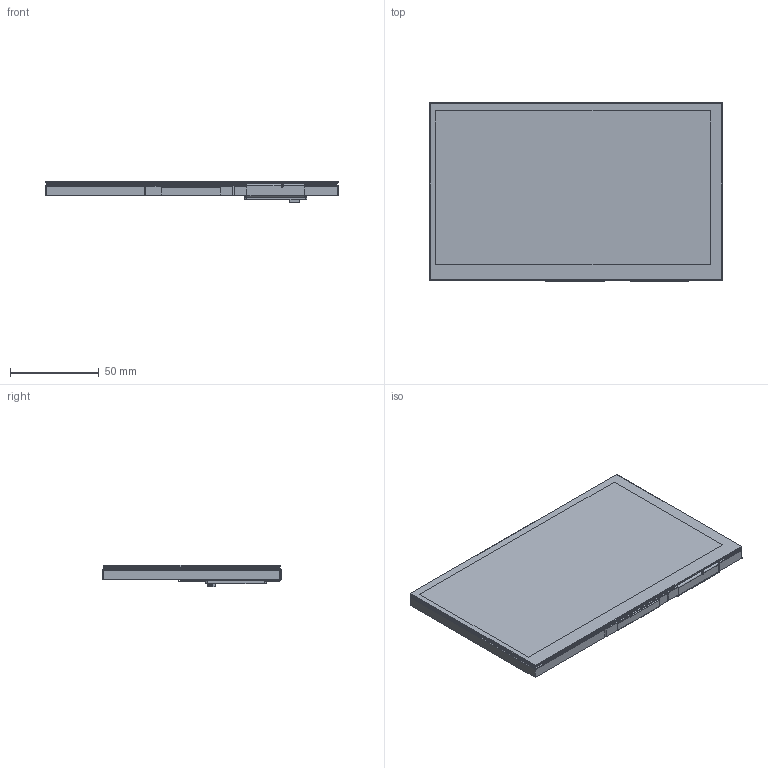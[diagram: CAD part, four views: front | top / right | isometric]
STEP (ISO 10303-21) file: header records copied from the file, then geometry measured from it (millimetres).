
FILE_DESCRIPTION(/* description */ (''),/* implementation_level */ '2;1');
FILE_NAME(/* name */ 'STANDARD 7''''RVT70HSTNWCA0_Rev.1.1.stp',/* time_stamp */ '2021-06-09T17:03:48+02:00',/* author */ ('Mateusz Natywa'),/* organization */ (''),/* preprocessor_version */ 'ST-DEVELOPER v17',/* originating_system */ 'Autodesk Inventor 2019',/* authorisation */ '');
FILE_SCHEMA (('CONFIG_CONTROL_DESIGN'));
Length unit declared in the file: millimetre
Products named in the file (10): RVT70HSTNWCA0_Rev.1.1; CTP; CG; SCA; SENSOR; FPC; Part23; TFT; DISP; FPC_1
Assembly tree (9 placements, depth 3):
  RVT70HSTNWCA0_Rev.1.1
    CTP
      CG
      SCA
      SENSOR
      FPC
      Part23
    TFT
      DISP
      FPC_1
Bounding box: 164.9 x 100.49 x 12.23 mm (x, y, z)
Volume: 123561 mm3; surface area: 148461.1 mm2
Topology: 9 solids, 9 shells, 454 faces, 1269 edges, 832 vertices
Faces by surface type: plane 393, cylinder 47, cone 8, bspline 6
Entity records: 14982 total; most frequent: CARTESIAN_POINT 2760, ORIENTED_EDGE 2530, DIRECTION 2289, EDGE_CURVE 1265, LINE 1159, VECTOR 1159, VERTEX_POINT 832, AXIS2_PLACEMENT_3D 565
